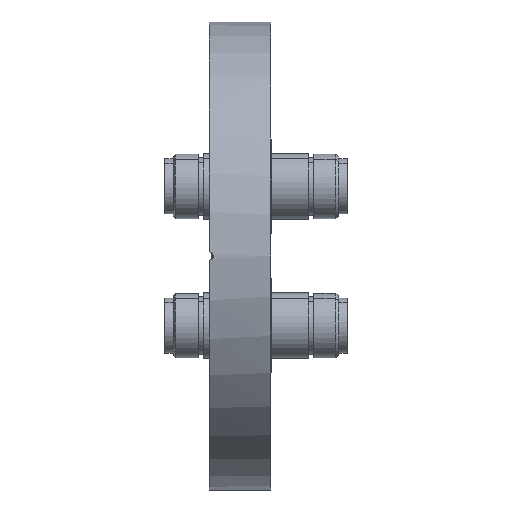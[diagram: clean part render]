
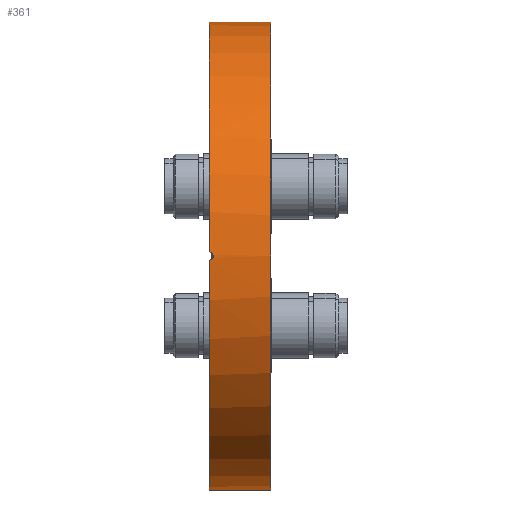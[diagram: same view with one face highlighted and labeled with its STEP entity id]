
A CAD part, left-side view. The second image highlights one B-rep face of the part: STEP entity #361.
In plain terms, the highlighted cylindrical face has radius 57.15 mm (diameter 114.3 mm), a partial arc.
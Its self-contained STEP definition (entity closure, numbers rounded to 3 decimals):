
#96 = CARTESIAN_POINT ( 'NONE',  ( 0., 0., 0. ) ) ;
#135 = VECTOR ( 'NONE', #3064, 1000. ) ;
#161 = DIRECTION ( 'NONE',  ( 0., 0., 1. ) ) ;
#361 = ADVANCED_FACE ( 'NONE', ( #2310 ), #1491, .T. ) ;
#383 = DIRECTION ( 'NONE',  ( 0., 0., 1. ) ) ;
#416 = EDGE_CURVE ( 'NONE', #1848, #2575, #716, .T. ) ;
#432 = AXIS2_PLACEMENT_3D ( 'NONE', #700, #2781, #161 ) ;
#575 = B_SPLINE_CURVE_WITH_KNOTS ( 'NONE', 3,
 ( #3344, #2259, #3065, #1493, #2239, #3330, #975, #3295, #2996, #2519, #1205, #3054, #678, #1253, #1806, #2312 ),
 .UNSPECIFIED., .F., .F.,
 ( 4, 2, 2, 2, 2, 2, 2, 4 ),
 ( 0., 0., 0.001, 0.001, 0.002, 0.002, 0.002, 0.003 ),
 .UNSPECIFIED. ) ;
#606 = VERTEX_POINT ( 'NONE', #1614 ) ;
#647 = DIRECTION ( 'NONE',  ( 0., 1., 0. ) ) ;
#652 = EDGE_CURVE ( 'NONE', #606, #2334, #2051, .T. ) ;
#657 = AXIS2_PLACEMENT_3D ( 'NONE', #1494, #683, #1739 ) ;
#678 = CARTESIAN_POINT ( 'NONE',  ( -57.147, -0.801, -0.613 ) ) ;
#683 = DIRECTION ( 'NONE',  ( 0., 1., 0. ) ) ;
#700 = CARTESIAN_POINT ( 'NONE',  ( 0., 0., 0. ) ) ;
#716 = LINE ( 'NONE', #3105, #2315 ) ;
#754 = ORIENTED_EDGE ( 'NONE', *, *, #652, .F. ) ;
#928 = CARTESIAN_POINT ( 'NONE',  ( -57.141, 0., -1. ) ) ;
#931 = ORIENTED_EDGE ( 'NONE', *, *, #416, .T. ) ;
#975 = CARTESIAN_POINT ( 'NONE',  ( -57.148, -0.874, 0.503 ) ) ;
#1205 = CARTESIAN_POINT ( 'NONE',  ( -57.15, -0.974, -0.261 ) ) ;
#1253 = CARTESIAN_POINT ( 'NONE',  ( -57.143, -0.521, -0.893 ) ) ;
#1259 = AXIS2_PLACEMENT_3D ( 'NONE', #3309, #1772, #1736 ) ;
#1383 = EDGE_CURVE ( 'NONE', #2334, #3135, #3143, .T. ) ;
#1491 = CYLINDRICAL_SURFACE ( 'NONE', #1259, 57.15 ) ;
#1493 = CARTESIAN_POINT ( 'NONE',  ( -57.143, -0.504, 0.874 ) ) ;
#1494 = CARTESIAN_POINT ( 'NONE',  ( 0., -15., 0. ) ) ;
#1526 = CARTESIAN_POINT ( 'NONE',  ( 0., -15., 57.15 ) ) ;
#1582 = EDGE_CURVE ( 'NONE', #606, #1848, #2542, .T. ) ;
#1614 = CARTESIAN_POINT ( 'NONE',  ( 0., -15., -57.15 ) ) ;
#1623 = CARTESIAN_POINT ( 'NONE',  ( 0., 0., 57.15 ) ) ;
#1736 = DIRECTION ( 'NONE',  ( 0., 0., 1. ) ) ;
#1739 = DIRECTION ( 'NONE',  ( 0., 0., 1. ) ) ;
#1772 = DIRECTION ( 'NONE',  ( 0., 1., 0. ) ) ;
#1806 = CARTESIAN_POINT ( 'NONE',  ( -57.141, -0.264, -1. ) ) ;
#1845 = DIRECTION ( 'NONE',  ( 0., 1., 0. ) ) ;
#1848 = VERTEX_POINT ( 'NONE', #1526 ) ;
#2020 = CARTESIAN_POINT ( 'NONE',  ( 0., -15., -57.15 ) ) ;
#2051 = LINE ( 'NONE', #2020, #135 ) ;
#2075 = ORIENTED_EDGE ( 'NONE', *, *, #3129, .F. ) ;
#2239 = CARTESIAN_POINT ( 'NONE',  ( -57.144, -0.615, 0.799 ) ) ;
#2259 = CARTESIAN_POINT ( 'NONE',  ( -57.141, -0.132, 1. ) ) ;
#2310 = FACE_OUTER_BOUND ( 'NONE', #2930, .T. ) ;
#2312 = CARTESIAN_POINT ( 'NONE',  ( -57.141, 0., -1. ) ) ;
#2315 = VECTOR ( 'NONE', #1845, 1000. ) ;
#2334 = VERTEX_POINT ( 'NONE', #3029 ) ;
#2415 = VERTEX_POINT ( 'NONE', #3356 ) ;
#2501 = ORIENTED_EDGE ( 'NONE', *, *, #1582, .T. ) ;
#2519 = CARTESIAN_POINT ( 'NONE',  ( -57.15, -1., -0.13 ) ) ;
#2521 = AXIS2_PLACEMENT_3D ( 'NONE', #96, #647, #383 ) ;
#2542 = CIRCLE ( 'NONE', #657, 57.15 ) ;
#2575 = VERTEX_POINT ( 'NONE', #1623 ) ;
#2781 = DIRECTION ( 'NONE',  ( 0., 1., 0. ) ) ;
#2869 = ORIENTED_EDGE ( 'NONE', *, *, #1383, .F. ) ;
#2930 = EDGE_LOOP ( 'NONE', ( #754, #2501, #931, #2075, #3218, #2869 ) ) ;
#2965 = CIRCLE ( 'NONE', #2521, 57.15 ) ;
#2996 = CARTESIAN_POINT ( 'NONE',  ( -57.15, -1., 0.131 ) ) ;
#3029 = CARTESIAN_POINT ( 'NONE',  ( 0., 0., -57.15 ) ) ;
#3054 = CARTESIAN_POINT ( 'NONE',  ( -57.148, -0.874, -0.503 ) ) ;
#3064 = DIRECTION ( 'NONE',  ( 0., 1., 0. ) ) ;
#3065 = CARTESIAN_POINT ( 'NONE',  ( -57.142, -0.262, 0.974 ) ) ;
#3105 = CARTESIAN_POINT ( 'NONE',  ( 0., -15., 57.15 ) ) ;
#3129 = EDGE_CURVE ( 'NONE', #2415, #2575, #2965, .T. ) ;
#3135 = VERTEX_POINT ( 'NONE', #928 ) ;
#3143 = CIRCLE ( 'NONE', #432, 57.15 ) ;
#3218 = ORIENTED_EDGE ( 'NONE', *, *, #3282, .T. ) ;
#3282 = EDGE_CURVE ( 'NONE', #2415, #3135, #575, .T. ) ;
#3295 = CARTESIAN_POINT ( 'NONE',  ( -57.15, -0.974, 0.263 ) ) ;
#3309 = CARTESIAN_POINT ( 'NONE',  ( 0., -15., 0. ) ) ;
#3330 = CARTESIAN_POINT ( 'NONE',  ( -57.147, -0.799, 0.615 ) ) ;
#3344 = CARTESIAN_POINT ( 'NONE',  ( -57.141, 0., 1. ) ) ;
#3356 = CARTESIAN_POINT ( 'NONE',  ( -57.141, 0., 1. ) ) ;
